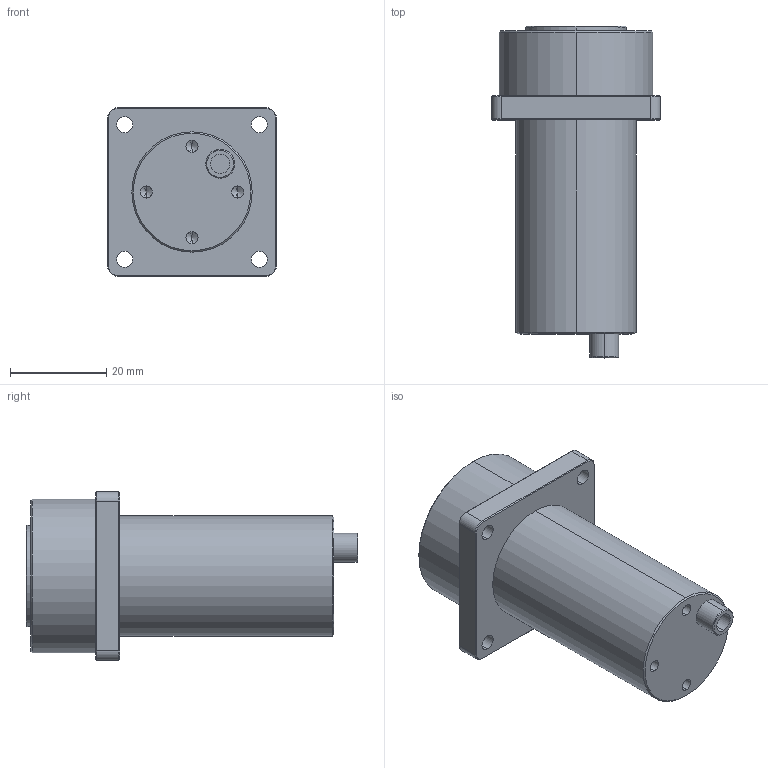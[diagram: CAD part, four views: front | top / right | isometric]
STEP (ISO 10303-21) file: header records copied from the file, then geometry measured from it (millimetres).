
FILE_DESCRIPTION (( 'STEP AP214' ), '1' );
FILE_NAME ('S37褲极.STEP', '2022-06-15T00:48:08', ( 'Sky123.Org' ), ( 'Sky123.Org' ), 'SwSTEP 2.0', 'SolidWorks 2016', '' );
FILE_SCHEMA (( 'AUTOMOTIVE_DESIGN' ));
Length unit declared in the file: millimetre
Products named in the file (1): S37褲极
Bounding box: 35 x 69 x 35 mm (x, y, z)
Volume: 38699.1 mm3; surface area: 8982.9 mm2
Topology: 1 solids, 9 shells, 142 faces, 328 edges, 188 vertices
Faces by surface type: cylinder 64, cone 48, plane 30
Entity records: 4302 total; most frequent: CARTESIAN_POINT 735, DIRECTION 706, ORIENTED_EDGE 592, EDGE_CURVE 296, AXIS2_PLACEMENT_3D 283, VERTEX_POINT 188, EDGE_LOOP 166, ADVANCED_FACE 142
